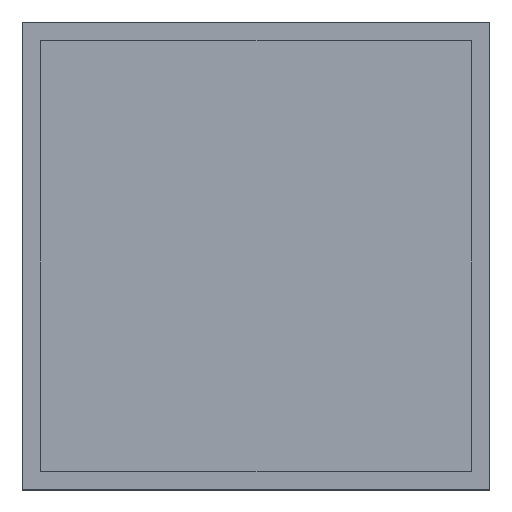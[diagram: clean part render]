
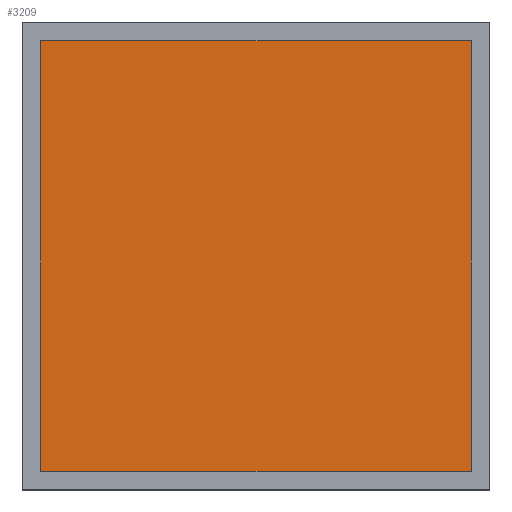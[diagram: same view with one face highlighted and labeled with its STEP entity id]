
A CAD part, top view. The second image highlights one B-rep face of the part: STEP entity #3209.
In plain terms, the highlighted planar face has unit normal (0, 0, 1).
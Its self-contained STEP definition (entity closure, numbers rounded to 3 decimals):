
#21 = CARTESIAN_POINT ( 'NONE',  ( 573.7, -123.7, -2. ) ) ;
#180 = CARTESIAN_POINT ( 'NONE',  ( 573.7, 423.7, -2. ) ) ;
#274 = VECTOR ( 'NONE', #3710, 1000. ) ;
#521 = VECTOR ( 'NONE', #3849, 1000. ) ;
#606 = VERTEX_POINT ( 'NONE', #21 ) ;
#701 = DIRECTION ( 'NONE',  ( 0., -1., 0. ) ) ;
#836 = VERTEX_POINT ( 'NONE', #2922 ) ;
#1259 = LINE ( 'NONE', #6100, #6675 ) ;
#1469 = ORIENTED_EDGE ( 'NONE', *, *, #6276, .T. ) ;
#1673 = LINE ( 'NONE', #5262, #274 ) ;
#1720 = ORIENTED_EDGE ( 'NONE', *, *, #5943, .T. ) ;
#1743 = CARTESIAN_POINT ( 'NONE',  ( 26.3, 123.7, -2. ) ) ;
#2169 = DIRECTION ( 'NONE',  ( 1., 0., 0. ) ) ;
#2170 = DIRECTION ( 'NONE',  ( 0., 0., 1. ) ) ;
#2187 = CARTESIAN_POINT ( 'NONE',  ( 0., 0., -2. ) ) ;
#2196 = PLANE ( 'NONE',  #2303 ) ;
#2245 = VECTOR ( 'NONE', #701, 1000. ) ;
#2303 = AXIS2_PLACEMENT_3D ( 'NONE', #2187, #2170, #2169 ) ;
#2404 = LINE ( 'NONE', #1743, #2245 ) ;
#2922 = CARTESIAN_POINT ( 'NONE',  ( 26.3, 423.7, -2. ) ) ;
#3059 = ORIENTED_EDGE ( 'NONE', *, *, #6139, .T. ) ;
#3209 = ADVANCED_FACE ( 'NONE', ( #3347 ), #2196, .T. ) ;
#3347 = FACE_OUTER_BOUND ( 'NONE', #4674, .T. ) ;
#3710 = DIRECTION ( 'NONE',  ( -1., 0., 0. ) ) ;
#3849 = DIRECTION ( 'NONE',  ( 1., 0., 0. ) ) ;
#4008 = DIRECTION ( 'NONE',  ( 0., 1., 0. ) ) ;
#4399 = VERTEX_POINT ( 'NONE', #180 ) ;
#4674 = EDGE_LOOP ( 'NONE', ( #1720, #3059, #6010, #1469 ) ) ;
#4710 = LINE ( 'NONE', #4935, #521 ) ;
#4935 = CARTESIAN_POINT ( 'NONE',  ( -573.7, -123.7, -2. ) ) ;
#5262 = CARTESIAN_POINT ( 'NONE',  ( 573.7, 423.7, -2. ) ) ;
#5943 = EDGE_CURVE ( 'NONE', #4399, #836, #1673, .T. ) ;
#6010 = ORIENTED_EDGE ( 'NONE', *, *, #6192, .T. ) ;
#6100 = CARTESIAN_POINT ( 'NONE',  ( 573.7, -123.7, -2. ) ) ;
#6139 = EDGE_CURVE ( 'NONE', #836, #6367, #2404, .T. ) ;
#6174 = CARTESIAN_POINT ( 'NONE',  ( 26.3, -123.7, -2. ) ) ;
#6192 = EDGE_CURVE ( 'NONE', #6367, #606, #4710, .T. ) ;
#6276 = EDGE_CURVE ( 'NONE', #606, #4399, #1259, .T. ) ;
#6367 = VERTEX_POINT ( 'NONE', #6174 ) ;
#6675 = VECTOR ( 'NONE', #4008, 1000. ) ;
